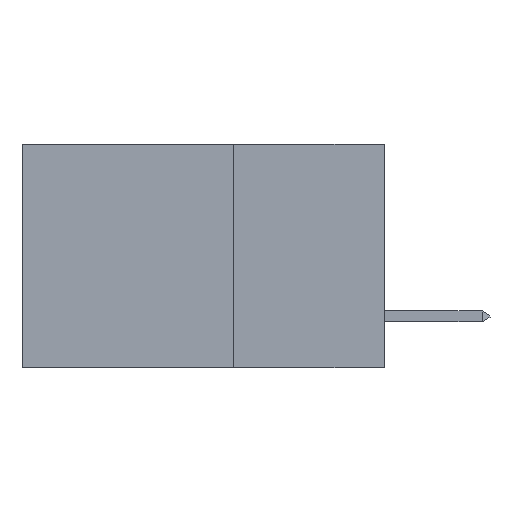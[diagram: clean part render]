
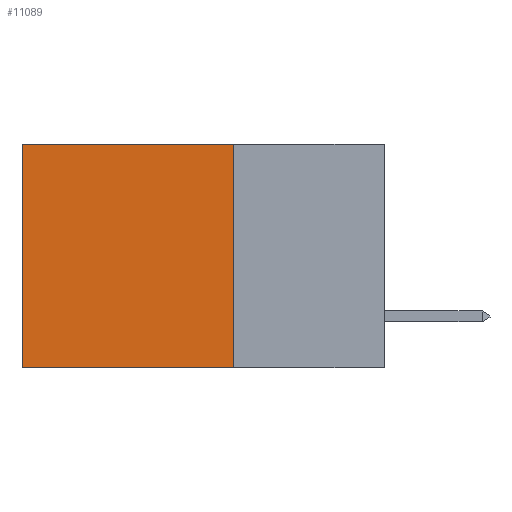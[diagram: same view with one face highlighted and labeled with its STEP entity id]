
A CAD part, left-side view. The second image highlights one B-rep face of the part: STEP entity #11089.
In plain terms, the highlighted planar face has unit normal (-1, 0, 0).
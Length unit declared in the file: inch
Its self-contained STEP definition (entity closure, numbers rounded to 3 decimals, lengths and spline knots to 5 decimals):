
#450 = VERTEX_POINT ( 'NONE', #9621 ) ;
#740 = CARTESIAN_POINT ( 'NONE',  ( 0.2875, 0.6, 0. ) ) ;
#812 = DIRECTION ( 'NONE',  ( 0., 1., 0. ) ) ;
#1967 = ORIENTED_EDGE ( 'NONE', *, *, #9974, .F. ) ;
#3229 = VERTEX_POINT ( 'NONE', #6972 ) ;
#3556 = VECTOR ( 'NONE', #812, 39.37008 ) ;
#4049 = LINE ( 'NONE', #14874, #3556 ) ;
#4321 = VECTOR ( 'NONE', #6964, 39.37008 ) ;
#4574 = LINE ( 'NONE', #13808, #19940 ) ;
#4907 = CARTESIAN_POINT ( 'NONE',  ( 0.2875, 0.6, 0. ) ) ;
#5244 = CARTESIAN_POINT ( 'NONE',  ( 0.2875, 0.25, 0. ) ) ;
#5269 = LINE ( 'NONE', #740, #4321 ) ;
#6804 = DIRECTION ( 'NONE',  ( 0., 0., -1. ) ) ;
#6807 = VECTOR ( 'NONE', #19523, 39.37008 ) ;
#6964 = DIRECTION ( 'NONE',  ( 0., 0., -1. ) ) ;
#6972 = CARTESIAN_POINT ( 'NONE',  ( 0.2875, 0.6, -0.37 ) ) ;
#7291 = LINE ( 'NONE', #18025, #6807 ) ;
#7641 = ORIENTED_EDGE ( 'NONE', *, *, #12490, .T. ) ;
#7755 = EDGE_CURVE ( 'NONE', #450, #10968, #4574, .T. ) ;
#8877 = VERTEX_POINT ( 'NONE', #13335 ) ;
#9621 = CARTESIAN_POINT ( 'NONE',  ( 0.2875, 0.25, 0. ) ) ;
#9671 = ORIENTED_EDGE ( 'NONE', *, *, #13177, .F. ) ;
#9974 = EDGE_CURVE ( 'NONE', #450, #8877, #7291, .T. ) ;
#10065 = EDGE_LOOP ( 'NONE', ( #7641, #9671, #1967, #15460 ) ) ;
#10689 = AXIS2_PLACEMENT_3D ( 'NONE', #5244, #16071, #6804 ) ;
#10968 = VERTEX_POINT ( 'NONE', #4907 ) ;
#11089 = ADVANCED_FACE ( 'NONE', ( #14612 ), #14588, .F. ) ;
#12490 = EDGE_CURVE ( 'NONE', #10968, #3229, #5269, .T. ) ;
#13177 = EDGE_CURVE ( 'NONE', #8877, #3229, #4049, .T. ) ;
#13335 = CARTESIAN_POINT ( 'NONE',  ( 0.2875, 0.25, -0.37 ) ) ;
#13808 = CARTESIAN_POINT ( 'NONE',  ( 0.2875, 0.25, 0. ) ) ;
#14588 = PLANE ( 'NONE',  #10689 ) ;
#14612 = FACE_OUTER_BOUND ( 'NONE', #10065, .T. ) ;
#14874 = CARTESIAN_POINT ( 'NONE',  ( 0.2875, 0.25, -0.37 ) ) ;
#15305 = DIRECTION ( 'NONE',  ( 0., 1., 0. ) ) ;
#15460 = ORIENTED_EDGE ( 'NONE', *, *, #7755, .T. ) ;
#16071 = DIRECTION ( 'NONE',  ( 1., 0., 0. ) ) ;
#18025 = CARTESIAN_POINT ( 'NONE',  ( 0.2875, 0.25, 0. ) ) ;
#19523 = DIRECTION ( 'NONE',  ( 0., 0., -1. ) ) ;
#19940 = VECTOR ( 'NONE', #15305, 39.37008 ) ;
